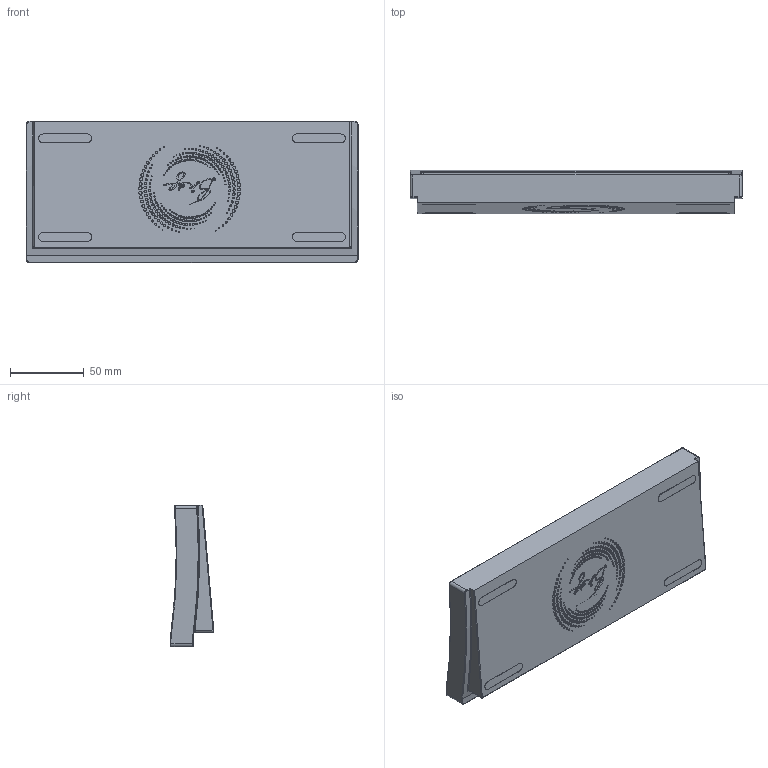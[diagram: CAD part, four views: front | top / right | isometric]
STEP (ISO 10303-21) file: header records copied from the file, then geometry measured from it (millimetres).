
FILE_DESCRIPTION(/* description */ (''),/* implementation_level */ '2;1');
FILE_NAME(/* name */ 'Case.step',/* time_stamp */ '2023-10-05T12:46:58-07:00',/* author */ (''),/* organization */ (''),/* preprocessor_version */ 'ST-DEVELOPER v20',/* originating_system */ 'Autodesk Translation Framework v12.14.0.127',/* authorisation */ '');
FILE_SCHEMA (('AUTOMOTIVE_DESIGN { 1 0 10303 214 3 1 1 }'));
Products named in the file (1): Case
Bounding box: 225.5 x 29.66 x 96.15 mm (x, y, z)
Volume: 174267.6 mm3; surface area: 70498.1 mm2
Topology: 1 solids, 1 shells, 1495 faces, 3584 edges, 2367 vertices
Faces by surface type: bspline 1007, plane 366, cylinder 96, torus 22, cone 4
Full cylindrical faces by diameter (mm): 2.8 x4
Entity records: 46002 total; most frequent: CARTESIAN_POINT 20903, ORIENTED_EDGE 7156, EDGE_CURVE 3578, DIRECTION 2758, VERTEX_POINT 2367, EDGE_LOOP 1779, FACE_OUTER_BOUND 1495, ADVANCED_FACE 1495
